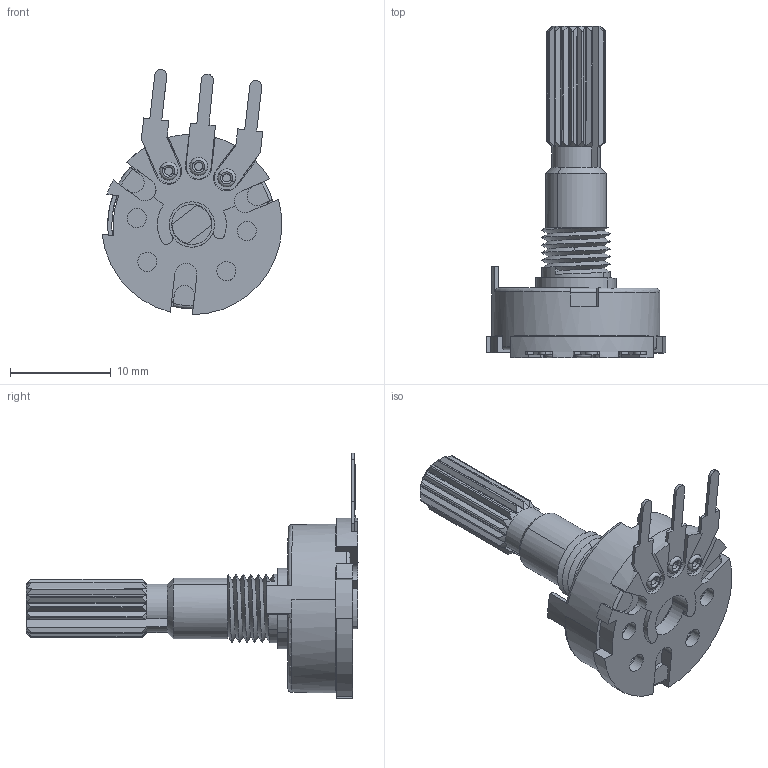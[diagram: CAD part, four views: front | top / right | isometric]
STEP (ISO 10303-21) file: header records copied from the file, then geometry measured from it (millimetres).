
FILE_DESCRIPTION((''),'2;1');
FILE_NAME('17N2_SW0001','2018-08-22T',('eng08'),(''),'PRO/ENGINEER BY PARAMETRIC TECHNOLOGY CORPORATION, 2012480','PRO/ENGINEER BY PARAMETRIC TECHNOLOGY CORPORATION, 2012480','');
FILE_SCHEMA(('CONFIG_CONTROL_DESIGN'));
Length unit declared in the file: inch
Products named in the file (1): 17N2_SW0001
Bounding box: 17.84 x 32.95 x 24.36 mm (x, y, z)
Volume: 1245.5 mm3; surface area: 2794.2 mm2
Topology: 2 solids, 2 shells, 341 faces, 939 edges, 618 vertices
Faces by surface type: plane 188, cylinder 123, torus 20, cone 6, bspline 4
Entity records: 15479 total; most frequent: CARTESIAN_POINT 5343, ORIENTED_EDGE 1878, DIRECTION 1743, EDGE_CURVE 939, AXIS2_PLACEMENT_3D 637, VERTEX_POINT 618, VECTOR 469, LINE 469
